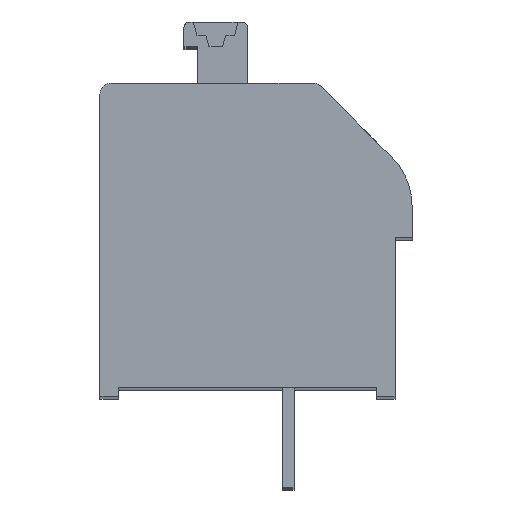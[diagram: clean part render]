
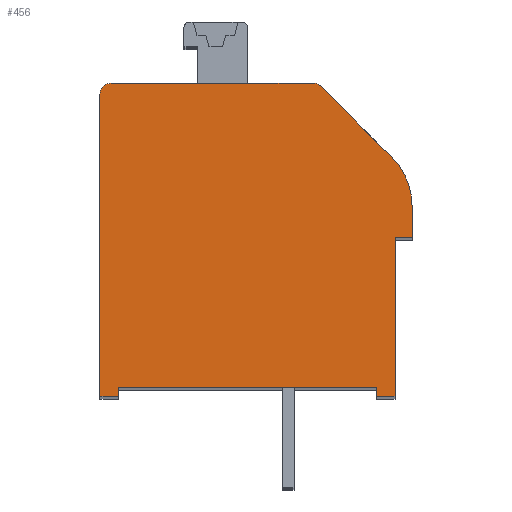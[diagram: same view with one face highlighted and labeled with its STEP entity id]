
A CAD part, top view. The second image highlights one B-rep face of the part: STEP entity #456.
In plain terms, the highlighted planar face has unit normal (0, 0, 1).
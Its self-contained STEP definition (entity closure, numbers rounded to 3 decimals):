
#456 = ADVANCED_FACE( '', ( #1218 ), #1219, .T. );
#1218 = FACE_OUTER_BOUND( '', #2283, .T. );
#1219 = PLANE( '', #2284 );
#2283 = EDGE_LOOP( '', ( #3642, #3643, #3644, #3645, #3646, #3647, #3648, #3649, #3650, #3651, #3652, #3653, #3654, #3655 ) );
#2284 = AXIS2_PLACEMENT_3D( '', #3656, #3657, #3658 );
#3642 = ORIENTED_EDGE( '', *, *, #6785, .T. );
#3643 = ORIENTED_EDGE( '', *, *, #6743, .T. );
#3644 = ORIENTED_EDGE( '', *, *, #6786, .T. );
#3645 = ORIENTED_EDGE( '', *, *, #6787, .T. );
#3646 = ORIENTED_EDGE( '', *, *, #6788, .T. );
#3647 = ORIENTED_EDGE( '', *, *, #6789, .T. );
#3648 = ORIENTED_EDGE( '', *, *, #6790, .T. );
#3649 = ORIENTED_EDGE( '', *, *, #6791, .T. );
#3650 = ORIENTED_EDGE( '', *, *, #6792, .T. );
#3651 = ORIENTED_EDGE( '', *, *, #6793, .T. );
#3652 = ORIENTED_EDGE( '', *, *, #6794, .T. );
#3653 = ORIENTED_EDGE( '', *, *, #6795, .T. );
#3654 = ORIENTED_EDGE( '', *, *, #6576, .T. );
#3655 = ORIENTED_EDGE( '', *, *, #6698, .T. );
#3656 = CARTESIAN_POINT( '', ( -7.8, 13.3, 74. ) );
#3657 = DIRECTION( '', ( 0., 0., 1. ) );
#3658 = DIRECTION( '', ( 1., 0., 0. ) );
#6576 = EDGE_CURVE( '', #7945, #7943, #7946, .T. );
#6698 = EDGE_CURVE( '', #7943, #8161, #8163, .T. );
#6743 = EDGE_CURVE( '', #8249, #8247, #8250, .T. );
#6785 = EDGE_CURVE( '', #8161, #8249, #8319, .T. );
#6786 = EDGE_CURVE( '', #8247, #8320, #8321, .T. );
#6787 = EDGE_CURVE( '', #8320, #8322, #8323, .T. );
#6788 = EDGE_CURVE( '', #8322, #8324, #8325, .T. );
#6789 = EDGE_CURVE( '', #8324, #8326, #8327, .T. );
#6790 = EDGE_CURVE( '', #8326, #8328, #8329, .T. );
#6791 = EDGE_CURVE( '', #8328, #8330, #8331, .T. );
#6792 = EDGE_CURVE( '', #8330, #8332, #8333, .T. );
#6793 = EDGE_CURVE( '', #8332, #8334, #8335, .T. );
#6794 = EDGE_CURVE( '', #8334, #8336, #8337, .T. );
#6795 = EDGE_CURVE( '', #8336, #7945, #8338, .T. );
#7943 = VERTEX_POINT( '', #9937 );
#7945 = VERTEX_POINT( '', #9940 );
#7946 = CIRCLE( '', #9941, 0.5 );
#8161 = VERTEX_POINT( '', #10251 );
#8163 = LINE( '', #10254, #10255 );
#8247 = VERTEX_POINT( '', #10371 );
#8249 = VERTEX_POINT( '', #10374 );
#8250 = LINE( '', #10375, #10376 );
#8319 = CIRCLE( '', #10476, 0.5 );
#8320 = VERTEX_POINT( '', #10477 );
#8321 = LINE( '', #10478, #10479 );
#8322 = VERTEX_POINT( '', #10480 );
#8323 = LINE( '', #10481, #10482 );
#8324 = VERTEX_POINT( '', #10483 );
#8325 = LINE( '', #10484, #10485 );
#8326 = VERTEX_POINT( '', #10486 );
#8327 = LINE( '', #10487, #10488 );
#8328 = VERTEX_POINT( '', #10489 );
#8329 = LINE( '', #10490, #10491 );
#8330 = VERTEX_POINT( '', #10492 );
#8331 = LINE( '', #10493, #10494 );
#8332 = VERTEX_POINT( '', #10495 );
#8333 = LINE( '', #10496, #10497 );
#8334 = VERTEX_POINT( '', #10498 );
#8335 = LINE( '', #10499, #10500 );
#8336 = VERTEX_POINT( '', #10501 );
#8337 = CIRCLE( '', #10502, 3. );
#8338 = LINE( '', #10503, #10504 );
#9937 = CARTESIAN_POINT( '', ( 1.093, 13.8, 74. ) );
#9940 = CARTESIAN_POINT( '', ( 1.446, 13.654, 74. ) );
#9941 = AXIS2_PLACEMENT_3D( '', #12584, #12585, #12586 );
#10251 = CARTESIAN_POINT( '', ( -7.8, 13.8, 74. ) );
#10254 = CARTESIAN_POINT( '', ( 1.093, 13.8, 74. ) );
#10255 = VECTOR( '', #12710, 1000. );
#10371 = CARTESIAN_POINT( '', ( -8.3, 0., 74. ) );
#10374 = CARTESIAN_POINT( '', ( -8.3, 13.3, 74. ) );
#10375 = CARTESIAN_POINT( '', ( -8.3, 13.3, 74. ) );
#10376 = VECTOR( '', #12774, 1000. );
#10476 = AXIS2_PLACEMENT_3D( '', #12818, #12819, #12820 );
#10477 = CARTESIAN_POINT( '', ( -7.5, 0., 74. ) );
#10478 = CARTESIAN_POINT( '', ( -8.3, 0., 74. ) );
#10479 = VECTOR( '', #12821, 1000. );
#10480 = CARTESIAN_POINT( '', ( -7.5, 0.4, 74. ) );
#10481 = CARTESIAN_POINT( '', ( -7.5, 0., 74. ) );
#10482 = VECTOR( '', #12822, 1000. );
#10483 = CARTESIAN_POINT( '', ( 3.9, 0.4, 74. ) );
#10484 = CARTESIAN_POINT( '', ( -7.5, 0.4, 74. ) );
#10485 = VECTOR( '', #12823, 1000. );
#10486 = CARTESIAN_POINT( '', ( 3.9, 0., 74. ) );
#10487 = CARTESIAN_POINT( '', ( 3.9, 0.4, 74. ) );
#10488 = VECTOR( '', #12824, 1000. );
#10489 = CARTESIAN_POINT( '', ( 4.7, 0., 74. ) );
#10490 = CARTESIAN_POINT( '', ( 3.9, 0., 74. ) );
#10491 = VECTOR( '', #12825, 1000. );
#10492 = CARTESIAN_POINT( '', ( 4.7, 7., 74. ) );
#10493 = CARTESIAN_POINT( '', ( 4.7, 0., 74. ) );
#10494 = VECTOR( '', #12826, 1000. );
#10495 = CARTESIAN_POINT( '', ( 5.45, 7., 74. ) );
#10496 = CARTESIAN_POINT( '', ( 4.7, 7., 74. ) );
#10497 = VECTOR( '', #12827, 1000. );
#10498 = CARTESIAN_POINT( '', ( 5.45, 8.407, 74. ) );
#10499 = CARTESIAN_POINT( '', ( 5.45, 7., 74. ) );
#10500 = VECTOR( '', #12828, 1000. );
#10501 = CARTESIAN_POINT( '', ( 4.571, 10.529, 74. ) );
#10502 = AXIS2_PLACEMENT_3D( '', #12829, #12830, #12831 );
#10503 = CARTESIAN_POINT( '', ( 4.571, 10.529, 74. ) );
#10504 = VECTOR( '', #12832, 1000. );
#12584 = CARTESIAN_POINT( '', ( 1.093, 13.3, 74. ) );
#12585 = DIRECTION( '', ( 0., 0., 1. ) );
#12586 = DIRECTION( '', ( 1., 0., 0. ) );
#12710 = DIRECTION( '', ( -1., 0., 0. ) );
#12774 = DIRECTION( '', ( 0., -1., 0. ) );
#12818 = CARTESIAN_POINT( '', ( -7.8, 13.3, 74. ) );
#12819 = DIRECTION( '', ( 0., 0., 1. ) );
#12820 = DIRECTION( '', ( 1., 0., 0. ) );
#12821 = DIRECTION( '', ( 1., 0., 0. ) );
#12822 = DIRECTION( '', ( 0., 1., 0. ) );
#12823 = DIRECTION( '', ( 1., 0., 0. ) );
#12824 = DIRECTION( '', ( 0., -1., 0. ) );
#12825 = DIRECTION( '', ( 1., 0., 0. ) );
#12826 = DIRECTION( '', ( 0., 1., 0. ) );
#12827 = DIRECTION( '', ( 1., 0., 0. ) );
#12828 = DIRECTION( '', ( 0., 1., 0. ) );
#12829 = CARTESIAN_POINT( '', ( 2.45, 8.407, 74. ) );
#12830 = DIRECTION( '', ( 0., 0., 1. ) );
#12831 = DIRECTION( '', ( 1., 0., 0. ) );
#12832 = DIRECTION( '', ( -0.707, 0.707, 0. ) );
